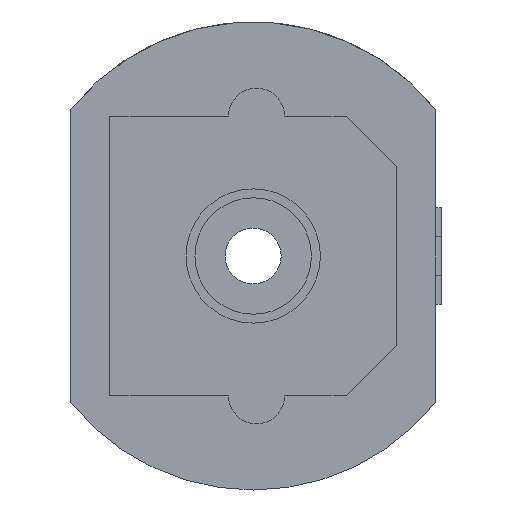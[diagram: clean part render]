
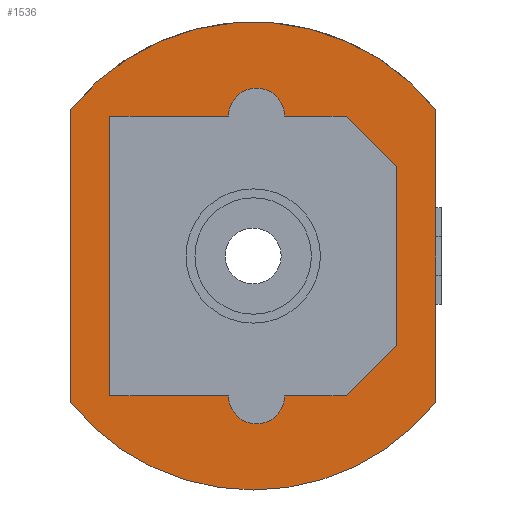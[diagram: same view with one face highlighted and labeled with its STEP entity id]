
A CAD part, front view. The second image highlights one B-rep face of the part: STEP entity #1536.
In plain terms, the highlighted planar face has unit normal (0, -1, 0).
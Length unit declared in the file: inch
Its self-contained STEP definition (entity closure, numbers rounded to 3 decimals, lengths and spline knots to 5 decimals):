
#332 = VERTEX_POINT ( 'NONE', #3277 ) ;
#411 = VERTEX_POINT ( 'NONE', #3161 ) ;
#413 = EDGE_CURVE ( 'NONE', #411, #332, #3159, .T. ) ;
#865 = VERTEX_POINT ( 'NONE', #4245 ) ;
#867 = EDGE_CURVE ( 'NONE', #865, #868, #4244, .T. ) ;
#868 = VERTEX_POINT ( 'NONE', #4290 ) ;
#1109 = VERTEX_POINT ( 'NONE', #4839 ) ;
#1111 = EDGE_CURVE ( 'NONE', #1109, #1112, #4838, .T. ) ;
#1112 = VERTEX_POINT ( 'NONE', #4834 ) ;
#1205 = EDGE_CURVE ( 'NONE', #868, #1206, #4924, .T. ) ;
#1206 = VERTEX_POINT ( 'NONE', #4914 ) ;
#1219 = EDGE_CURVE ( 'NONE', #1112, #865, #4951, .T. ) ;
#1279 = EDGE_CURVE ( 'NONE', #1206, #1109, #5161, .T. ) ;
#1428 = EDGE_CURVE ( 'NONE', #1469, #1515, #5438, .T. ) ;
#1429 = EDGE_LOOP ( 'NONE', ( #1430, #1431, #1432, #1433, #1434 ) ) ;
#1430 = ORIENTED_EDGE ( 'NONE', *, *, #1219, .F. ) ;
#1431 = ORIENTED_EDGE ( 'NONE', *, *, #1111, .F. ) ;
#1432 = ORIENTED_EDGE ( 'NONE', *, *, #1279, .F. ) ;
#1433 = ORIENTED_EDGE ( 'NONE', *, *, #1205, .F. ) ;
#1434 = ORIENTED_EDGE ( 'NONE', *, *, #867, .F. ) ;
#1438 = ORIENTED_EDGE ( 'NONE', *, *, #1439, .F. ) ;
#1439 = EDGE_CURVE ( 'NONE', #1476, #411, #5426, .T. ) ;
#1440 = ORIENTED_EDGE ( 'NONE', *, *, #1441, .F. ) ;
#1441 = EDGE_CURVE ( 'NONE', #1442, #1476, #5427, .T. ) ;
#1442 = VERTEX_POINT ( 'NONE', #5389 ) ;
#1443 = ORIENTED_EDGE ( 'NONE', *, *, #1444, .F. ) ;
#1444 = EDGE_CURVE ( 'NONE', #1445, #1442, #5388, .T. ) ;
#1445 = VERTEX_POINT ( 'NONE', #5384 ) ;
#1446 = ORIENTED_EDGE ( 'NONE', *, *, #1447, .F. ) ;
#1447 = EDGE_CURVE ( 'NONE', #1511, #1445, #5383, .T. ) ;
#1466 = ORIENTED_EDGE ( 'NONE', *, *, #1467, .F. ) ;
#1467 = EDGE_CURVE ( 'NONE', #1515, #1514, #5483, .T. ) ;
#1468 = ORIENTED_EDGE ( 'NONE', *, *, #1428, .F. ) ;
#1469 = VERTEX_POINT ( 'NONE', #5519 ) ;
#1470 = ORIENTED_EDGE ( 'NONE', *, *, #1471, .F. ) ;
#1471 = EDGE_CURVE ( 'NONE', #1472, #1540, #5518, .T. ) ;
#1472 = VERTEX_POINT ( 'NONE', #5514 ) ;
#1473 = ORIENTED_EDGE ( 'NONE', *, *, #1474, .F. ) ;
#1474 = EDGE_CURVE ( 'NONE', #332, #1472, #5692, .T. ) ;
#1475 = ORIENTED_EDGE ( 'NONE', *, *, #413, .F. ) ;
#1476 = VERTEX_POINT ( 'NONE', #5688 ) ;
#1511 = VERTEX_POINT ( 'NONE', #5541 ) ;
#1512 = ORIENTED_EDGE ( 'NONE', *, *, #1513, .F. ) ;
#1513 = EDGE_CURVE ( 'NONE', #1514, #1511, #5540, .T. ) ;
#1514 = VERTEX_POINT ( 'NONE', #5476 ) ;
#1515 = VERTEX_POINT ( 'NONE', #5475 ) ;
#1536 = ADVANCED_FACE ( 'NONE', ( #5649, #5648 ), #5647, .F. ) ;
#1537 = EDGE_LOOP ( 'NONE', ( #1538, #1470, #1473, #1475, #1438, #1440, #1443, #1446, #1512, #1466, #1468 ) ) ;
#1538 = ORIENTED_EDGE ( 'NONE', *, *, #1539, .F. ) ;
#1539 = EDGE_CURVE ( 'NONE', #1540, #1469, #5642, .T. ) ;
#1540 = VERTEX_POINT ( 'NONE', #5638 ) ;
#3155 = DIRECTION ( 'NONE',  ( 0., 0., 1. ) ) ;
#3156 = DIRECTION ( 'NONE',  ( 0., -1., 0. ) ) ;
#3157 = CARTESIAN_POINT ( 'NONE',  ( 0.003, 0., -0.125 ) ) ;
#3158 = AXIS2_PLACEMENT_3D ( 'NONE', #3157, #3156, #3155 ) ;
#3159 = CIRCLE ( 'NONE', #3158, 0.025 ) ;
#3161 = CARTESIAN_POINT ( 'NONE',  ( 0.003, 0., -0.15 ) ) ;
#3277 = CARTESIAN_POINT ( 'NONE',  ( 0.028, 0., -0.125 ) ) ;
#4244 = CIRCLE ( 'NONE', #4294, 0.209 ) ;
#4245 = CARTESIAN_POINT ( 'NONE',  ( 0., 0., -0.209 ) ) ;
#4290 = CARTESIAN_POINT ( 'NONE',  ( -0.163, 0., -0.13081 ) ) ;
#4291 = DIRECTION ( 'NONE',  ( 0., 0., 1. ) ) ;
#4292 = DIRECTION ( 'NONE',  ( 0., 1., 0. ) ) ;
#4293 = CARTESIAN_POINT ( 'NONE',  ( 0., 0., 0. ) ) ;
#4294 = AXIS2_PLACEMENT_3D ( 'NONE', #4293, #4292, #4291 ) ;
#4834 = CARTESIAN_POINT ( 'NONE',  ( 0.163, 0., -0.13081 ) ) ;
#4835 = DIRECTION ( 'NONE',  ( 0., 0., -1. ) ) ;
#4836 = VECTOR ( 'NONE', #4835, 39.37008 ) ;
#4837 = CARTESIAN_POINT ( 'NONE',  ( 0.163, 0., -0.13081 ) ) ;
#4838 = LINE ( 'NONE', #4837, #4836 ) ;
#4839 = CARTESIAN_POINT ( 'NONE',  ( 0.163, 0., 0.13081 ) ) ;
#4914 = CARTESIAN_POINT ( 'NONE',  ( -0.163, 0., 0.13081 ) ) ;
#4915 = DIRECTION ( 'NONE',  ( 0., 0., 1. ) ) ;
#4916 = VECTOR ( 'NONE', #4915, 39.37008 ) ;
#4923 = CARTESIAN_POINT ( 'NONE',  ( -0.163, 0., -0.13081 ) ) ;
#4924 = LINE ( 'NONE', #4923, #4916 ) ;
#4947 = DIRECTION ( 'NONE',  ( 0., 0., 1. ) ) ;
#4948 = DIRECTION ( 'NONE',  ( 0., 1., 0. ) ) ;
#4949 = CARTESIAN_POINT ( 'NONE',  ( 0., 0., 0. ) ) ;
#4950 = AXIS2_PLACEMENT_3D ( 'NONE', #4949, #4948, #4947 ) ;
#4951 = CIRCLE ( 'NONE', #4950, 0.209 ) ;
#5158 = DIRECTION ( 'NONE',  ( 0., 0., 1. ) ) ;
#5159 = DIRECTION ( 'NONE',  ( 0., 1., 0. ) ) ;
#5160 = AXIS2_PLACEMENT_3D ( 'NONE', #5174, #5159, #5158 ) ;
#5161 = CIRCLE ( 'NONE', #5160, 0.209 ) ;
#5174 = CARTESIAN_POINT ( 'NONE',  ( 0., 0., 0. ) ) ;
#5380 = DIRECTION ( 'NONE',  ( -1., 0., 0. ) ) ;
#5381 = VECTOR ( 'NONE', #5380, 39.37008 ) ;
#5382 = CARTESIAN_POINT ( 'NONE',  ( -0.022, 0., 0.125 ) ) ;
#5383 = LINE ( 'NONE', #5382, #5381 ) ;
#5384 = CARTESIAN_POINT ( 'NONE',  ( -0.128, 0., 0.125 ) ) ;
#5385 = DIRECTION ( 'NONE',  ( 0., 0., -1. ) ) ;
#5386 = VECTOR ( 'NONE', #5385, 39.37008 ) ;
#5387 = CARTESIAN_POINT ( 'NONE',  ( -0.128, 0., -0.125 ) ) ;
#5388 = LINE ( 'NONE', #5387, #5386 ) ;
#5389 = CARTESIAN_POINT ( 'NONE',  ( -0.128, 0., -0.125 ) ) ;
#5390 = DIRECTION ( 'NONE',  ( 1., 0., 0. ) ) ;
#5391 = VECTOR ( 'NONE', #5390, 39.37008 ) ;
#5392 = CARTESIAN_POINT ( 'NONE',  ( -0.022, 0., -0.125 ) ) ;
#5423 = DIRECTION ( 'NONE',  ( 0., 0., 1. ) ) ;
#5424 = DIRECTION ( 'NONE',  ( 0., -1., 0. ) ) ;
#5425 = AXIS2_PLACEMENT_3D ( 'NONE', #5433, #5424, #5423 ) ;
#5426 = CIRCLE ( 'NONE', #5425, 0.025 ) ;
#5427 = LINE ( 'NONE', #5392, #5391 ) ;
#5433 = CARTESIAN_POINT ( 'NONE',  ( 0.003, 0., -0.125 ) ) ;
#5435 = DIRECTION ( 'NONE',  ( -0.707, 0., 0.707 ) ) ;
#5436 = VECTOR ( 'NONE', #5435, 39.37008 ) ;
#5437 = CARTESIAN_POINT ( 'NONE',  ( 0.128, 0., 0.08 ) ) ;
#5438 = LINE ( 'NONE', #5437, #5436 ) ;
#5475 = CARTESIAN_POINT ( 'NONE',  ( 0.083, 0., 0.125 ) ) ;
#5476 = CARTESIAN_POINT ( 'NONE',  ( 0.028, 0., 0.125 ) ) ;
#5477 = DIRECTION ( 'NONE',  ( 0., 0., -1. ) ) ;
#5478 = DIRECTION ( 'NONE',  ( 0., -1., 0. ) ) ;
#5479 = CARTESIAN_POINT ( 'NONE',  ( 0.003, 0., 0.125 ) ) ;
#5480 = AXIS2_PLACEMENT_3D ( 'NONE', #5479, #5478, #5477 ) ;
#5481 = VECTOR ( 'NONE', #5520, 39.37008 ) ;
#5482 = CARTESIAN_POINT ( 'NONE',  ( 0.083, 0., 0.125 ) ) ;
#5483 = LINE ( 'NONE', #5482, #5481 ) ;
#5514 = CARTESIAN_POINT ( 'NONE',  ( 0.083, 0., -0.125 ) ) ;
#5515 = DIRECTION ( 'NONE',  ( 0.707, 0., 0.707 ) ) ;
#5516 = VECTOR ( 'NONE', #5515, 39.37008 ) ;
#5517 = CARTESIAN_POINT ( 'NONE',  ( 0.128, 0., -0.08 ) ) ;
#5518 = LINE ( 'NONE', #5517, #5516 ) ;
#5519 = CARTESIAN_POINT ( 'NONE',  ( 0.128, 0., 0.08 ) ) ;
#5520 = DIRECTION ( 'NONE',  ( -1., 0., 0. ) ) ;
#5540 = CIRCLE ( 'NONE', #5480, 0.025 ) ;
#5541 = CARTESIAN_POINT ( 'NONE',  ( -0.022, 0., 0.125 ) ) ;
#5638 = CARTESIAN_POINT ( 'NONE',  ( 0.128, 0., -0.08 ) ) ;
#5639 = DIRECTION ( 'NONE',  ( 0., 0., 1. ) ) ;
#5640 = VECTOR ( 'NONE', #5639, 39.37008 ) ;
#5641 = CARTESIAN_POINT ( 'NONE',  ( 0.128, 0., 0.08 ) ) ;
#5642 = LINE ( 'NONE', #5641, #5640 ) ;
#5643 = DIRECTION ( 'NONE',  ( 0., 0., 1. ) ) ;
#5644 = DIRECTION ( 'NONE',  ( 0., 1., 0. ) ) ;
#5645 = CARTESIAN_POINT ( 'NONE',  ( 0., 0., 0. ) ) ;
#5646 = AXIS2_PLACEMENT_3D ( 'NONE', #5645, #5644, #5643 ) ;
#5647 = PLANE ( 'NONE',  #5646 ) ;
#5648 = FACE_OUTER_BOUND ( 'NONE', #1429, .T. ) ;
#5649 = FACE_BOUND ( 'NONE', #1537, .T. ) ;
#5688 = CARTESIAN_POINT ( 'NONE',  ( -0.022, 0., -0.125 ) ) ;
#5689 = DIRECTION ( 'NONE',  ( 1., 0., 0. ) ) ;
#5690 = VECTOR ( 'NONE', #5689, 39.37008 ) ;
#5691 = CARTESIAN_POINT ( 'NONE',  ( 0.083, 0., -0.125 ) ) ;
#5692 = LINE ( 'NONE', #5691, #5690 ) ;
